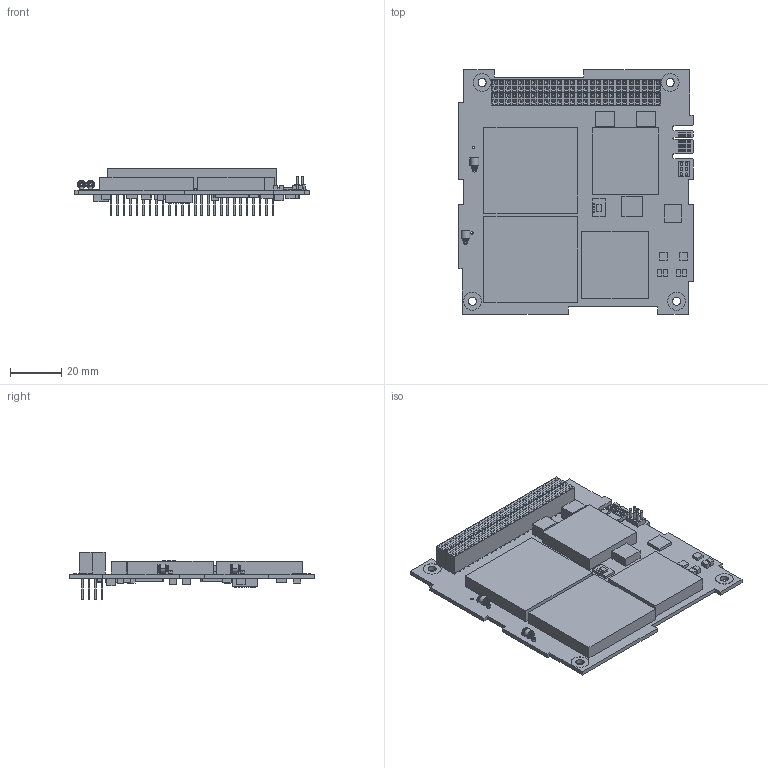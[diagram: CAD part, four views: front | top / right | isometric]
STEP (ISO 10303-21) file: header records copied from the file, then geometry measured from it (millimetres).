
FILE_DESCRIPTION((''),'2;1');
FILE_NAME('ISIS_TRXVU_ASMB_ASM','2015-12-04T',('mjon'),(''),'PRO/ENGINEER BY PARAMETRIC TECHNOLOGY CORPORATION, 2014200','PRO/ENGINEER BY PARAMETRIC TECHNOLOGY CORPORATION, 2014200','');
FILE_SCHEMA(('AUTOMOTIVE_DESIGN { 1 0 10303 214 1 1 1 1 }'));
Products named in the file (4): ISIS_TRXVU_PCB_COMPBOTTOM; MMCX-J-P-X-RA-TH1; SAMTEC-SSQ-126-23-G-D; ISIS_TRXVU_ASMB_ASM
Assembly tree (5 placements, depth 2):
  ISIS_TRXVU_ASMB_ASM
    ISIS_TRXVU_PCB_COMPBOTTOM
    MMCX-J-P-X-RA-TH1  x2
    SAMTEC-SSQ-126-23-G-D  x2
Bounding box: 92 x 96 x 18.52 mm (x, y, z)
Volume: 40059.3 mm3; surface area: 31943.8 mm2
Topology: 7 solids, 7 shells, 3288 faces, 9066 edges, 5763 vertices
Faces by surface type: plane 2951, cylinder 313, cone 24
Entity records: 76060 total; most frequent: CARTESIAN_POINT 10744, ORIENTED_EDGE 10620, DIRECTION 9862, EDGE_CURVE 5310, VECTOR 4718, LINE 4718, VERTEX_POINT 3399, AXIS2_PLACEMENT_3D 2566
